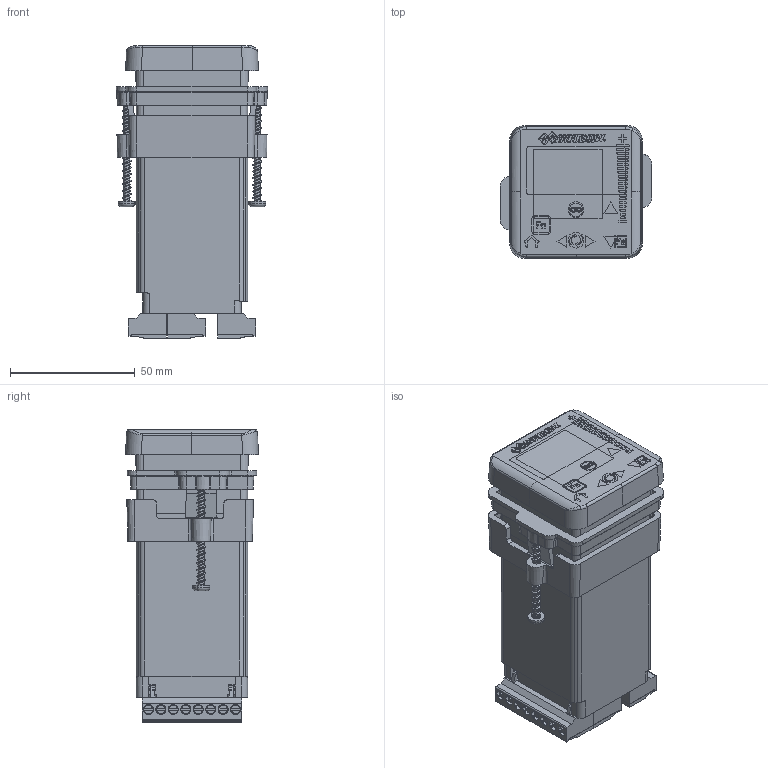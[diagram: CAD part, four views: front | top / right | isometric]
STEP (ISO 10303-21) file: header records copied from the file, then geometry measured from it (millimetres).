
FILE_DESCRIPTION (( 'STEP AP214' ), '1' );
FILE_NAME ('PM6 Legacy Express PID.STEP', '2020-08-13T17:51:43', ( 'Authorized User' ), ( 'Watlow' ), 'SwSTEP 2.0', 'SolidWorks 2019', '' );
FILE_SCHEMA (( 'AUTOMOTIVE_DESIGN' ));
Length unit declared in the file: inch
Products named in the file (1): PM6 Legacy Express PID
Bounding box: 60.71 x 53.34 x 117.47 mm (x, y, z)
Volume: 314680.7 mm3; surface area: 77518 mm2
Topology: 14 solids, 14 shells, 3120 faces, 7903 edges, 5051 vertices
Faces by surface type: plane 1666, cylinder 824, bspline 298, cone 254, torus 78
Entity records: 180390 total; most frequent: CARTESIAN_POINT 71662, ORIENTED_EDGE 15782, DIRECTION 13661, EDGE_CURVE 7891, VERTEX_POINT 5051, LINE 4721, VECTOR 4721, AXIS2_PLACEMENT_3D 4470
